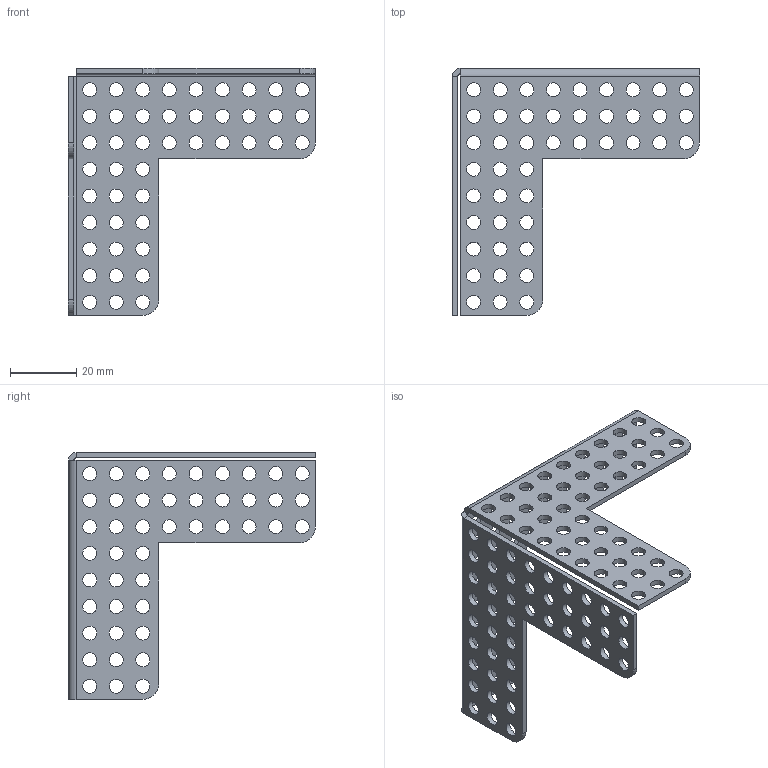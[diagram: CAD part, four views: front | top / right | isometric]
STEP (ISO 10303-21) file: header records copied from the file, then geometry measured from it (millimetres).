
FILE_DESCRIPTION(/* description */ (''),/* implementation_level */ '2;1');
FILE_NAME(/* name */ 'Matrix_03-0033.ipt.stp',/* time_stamp */ '2014-12-18T17:42:04-08:00',/* author */ ('Autodesk Inc.'),/* organization */ ('Autodesk Inc.'),/* preprocessor_version */ 'ST-DEVELOPER v15.6',/* originating_system */ 'Autodesk Inventor 2015',/* authorisation */ '');
FILE_SCHEMA (('AUTOMOTIVE_DESIGN { 1 0 10303 214 3 1 1 }'));
Length unit declared in the file: millimetre
Products named in the file (1): Matrix_03-0033
Bounding box: 74.4 x 74.4 x 74.4 mm (x, y, z)
Volume: 11749.5 mm3; surface area: 18455 mm2
Topology: 1 solids, 1 shells, 169 faces, 512 edges, 345 vertices
Faces by surface type: cylinder 145, plane 24
Full cylindrical faces by diameter (mm): 4.2 x135
Entity records: 5570 total; most frequent: DIRECTION 980, CARTESIAN_POINT 838, ORIENTED_EDGE 700, EDGE_LOOP 574, AXIS2_PLACEMENT_3D 460, FACE_BOUND 405, EDGE_CURVE 350, VERTEX_POINT 318
